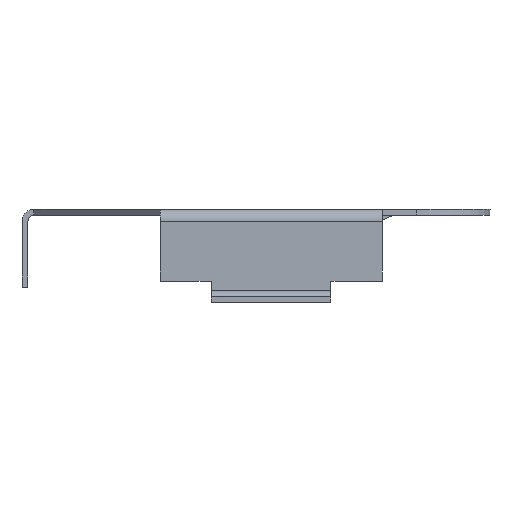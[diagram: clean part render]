
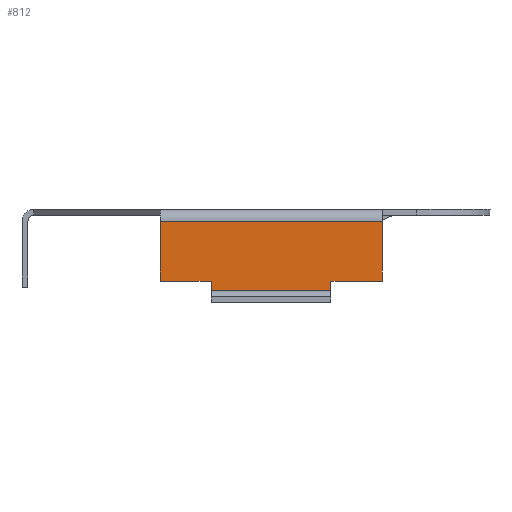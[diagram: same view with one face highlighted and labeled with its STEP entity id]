
A CAD part, left-side view. The second image highlights one B-rep face of the part: STEP entity #812.
In plain terms, the highlighted planar face has unit normal (-1, 0, 0).
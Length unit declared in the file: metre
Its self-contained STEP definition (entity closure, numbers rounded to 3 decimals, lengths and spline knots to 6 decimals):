
#498 = EDGE_CURVE( '', #1308, #1338, #1339, .T. );
#544 = EDGE_CURVE( '', #1414, #1308, #1415, .T. );
#604 = EDGE_CURVE( '', #1501, #1338, #1502, .T. );
#686 = EDGE_CURVE( '', #1624, #1625, #1626, .T. );
#812 = ADVANCED_FACE( '', ( #1797 ), #1798, .T. );
#818 = EDGE_CURVE( '', #1625, #1392, #1804, .T. );
#976 = EDGE_CURVE( '', #1392, #1414, #1995, .T. );
#1076 = EDGE_CURVE( '', #1984, #1624, #2119, .T. );
#1134 = EDGE_CURVE( '', #1501, #1984, #2183, .T. );
#1308 = VERTEX_POINT( '', #2405 );
#1338 = VERTEX_POINT( '', #2447 );
#1339 = LINE( '', #2448, #2449 );
#1392 = VERTEX_POINT( '', #2521 );
#1414 = VERTEX_POINT( '', #2554 );
#1415 = LINE( '', #2555, #2556 );
#1501 = VERTEX_POINT( '', #2673 );
#1502 = LINE( '', #2674, #2675 );
#1624 = VERTEX_POINT( '', #2847 );
#1625 = VERTEX_POINT( '', #2848 );
#1626 = LINE( '', #2849, #2850 );
#1797 = FACE_OUTER_BOUND( '', #3111, .T. );
#1798 = PLANE( '', #3112 );
#1804 = LINE( '', #3123, #3124 );
#1984 = VERTEX_POINT( '', #3393 );
#1995 = LINE( '', #3408, #3409 );
#2119 = LINE( '', #3588, #3589 );
#2183 = LINE( '', #3691, #3692 );
#2405 = CARTESIAN_POINT( '', ( -0.010555, -0.004724, 0.000914 ) );
#2447 = CARTESIAN_POINT( '', ( -0.010555, -0.004724, 0.003454 ) );
#2448 = CARTESIAN_POINT( '', ( -0.010555, -0.004724, 0.000914 ) );
#2449 = VECTOR( '', #3869, 1. );
#2521 = CARTESIAN_POINT( '', ( -0.010555, -0.00254, 0.000508 ) );
#2554 = CARTESIAN_POINT( '', ( -0.010555, -0.00254, 0.000914 ) );
#2555 = CARTESIAN_POINT( '', ( -0.010555, 0.004699, 0.000914 ) );
#2556 = VECTOR( '', #3937, 1. );
#2673 = CARTESIAN_POINT( '', ( -0.010555, 0.004699, 0.003454 ) );
#2674 = CARTESIAN_POINT( '', ( -0.010555, 0.004699, 0.003454 ) );
#2675 = VECTOR( '', #4060, 1. );
#2847 = CARTESIAN_POINT( '', ( -0.010555, 0.00254, 0.000914 ) );
#2848 = CARTESIAN_POINT( '', ( -0.010555, 0.00254, 0.000508 ) );
#2849 = CARTESIAN_POINT( '', ( -0.010555, 0.00254, 0.000914 ) );
#2850 = VECTOR( '', #4199, 1. );
#3111 = EDGE_LOOP( '', ( #4413, #4414, #4415, #4416, #4417, #4418, #4419, #4420 ) );
#3112 = AXIS2_PLACEMENT_3D( '', #4421, #4422, #4423 );
#3123 = CARTESIAN_POINT( '', ( -0.010555, 0.004699, 0.000508 ) );
#3124 = VECTOR( '', #4426, 1. );
#3393 = CARTESIAN_POINT( '', ( -0.010555, 0.004699, 0.000914 ) );
#3408 = CARTESIAN_POINT( '', ( -0.010555, -0.00254, 0.000914 ) );
#3409 = VECTOR( '', #4726, 1. );
#3588 = CARTESIAN_POINT( '', ( -0.010555, 0.004699, 0.000914 ) );
#3589 = VECTOR( '', #4968, 1. );
#3691 = CARTESIAN_POINT( '', ( -0.010555, 0.004699, 0.000914 ) );
#3692 = VECTOR( '', #5055, 1. );
#3869 = DIRECTION( '', ( 0., 0., 1. ) );
#3937 = DIRECTION( '', ( 0., -1., 0. ) );
#4060 = DIRECTION( '', ( 0., -1., 0. ) );
#4199 = DIRECTION( '', ( 0., 0., -1. ) );
#4413 = ORIENTED_EDGE( '', *, *, #1134, .T. );
#4414 = ORIENTED_EDGE( '', *, *, #1076, .T. );
#4415 = ORIENTED_EDGE( '', *, *, #686, .T. );
#4416 = ORIENTED_EDGE( '', *, *, #818, .T. );
#4417 = ORIENTED_EDGE( '', *, *, #976, .T. );
#4418 = ORIENTED_EDGE( '', *, *, #544, .T. );
#4419 = ORIENTED_EDGE( '', *, *, #498, .T. );
#4420 = ORIENTED_EDGE( '', *, *, #604, .F. );
#4421 = CARTESIAN_POINT( '', ( -0.010555, 0.004699, 0.000914 ) );
#4422 = DIRECTION( '', ( -1., 0., 0. ) );
#4423 = DIRECTION( '', ( 0., 1., 0. ) );
#4426 = DIRECTION( '', ( 0., -1., 0. ) );
#4726 = DIRECTION( '', ( 0., 0., 1. ) );
#4968 = DIRECTION( '', ( 0., -1., 0. ) );
#5055 = DIRECTION( '', ( 0., 0., -1. ) );
